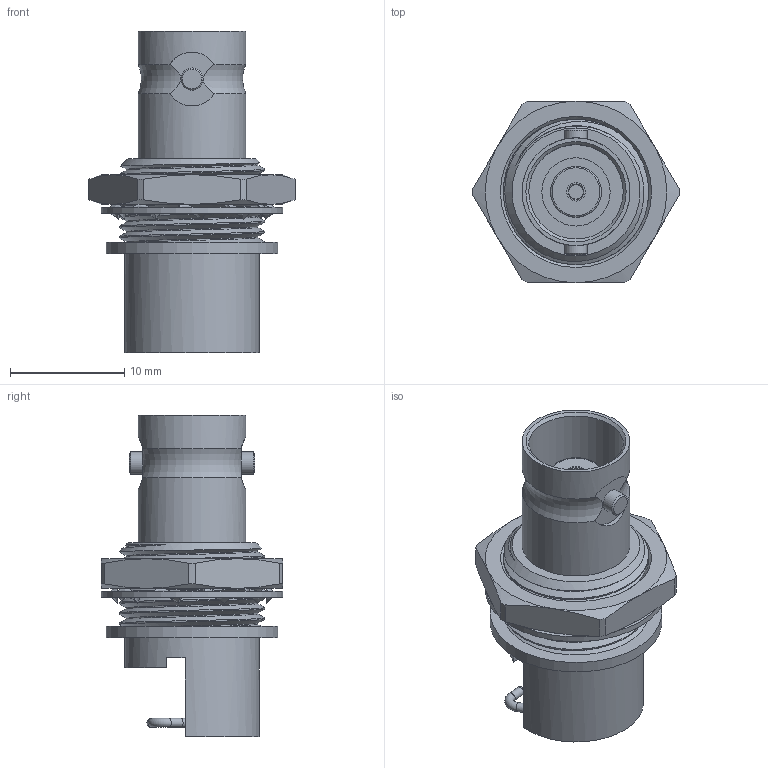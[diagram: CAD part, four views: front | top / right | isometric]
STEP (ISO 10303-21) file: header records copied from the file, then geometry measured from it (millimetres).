
FILE_DESCRIPTION (( 'STEP AP203' ), '1' );
FILE_NAME ('PE44618.step', '2020-04-03T14:28:41', ( '' ), ( '' ), 'SwSTEP 2.0', 'SolidWorks 2018', '' );
FILE_SCHEMA (( 'CONFIG_CONTROL_DESIGN' ));
Length unit declared in the file: inch
Products named in the file (1): PE44618
Bounding box: 18.03 x 15.88 x 28.07 mm (x, y, z)
Volume: 1952.2 mm3; surface area: 2731.4 mm2
Topology: 4 solids, 4 shells, 171 faces, 497 edges, 345 vertices
Faces by surface type: plane 50, bspline 49, cylinder 41, cone 21, torus 10
Full cylindrical faces by diameter (mm): 0.787 x4, 1.27 x2, 1.626 x1, 1.943 x2, 4.445 x1, 8.23 x1, 8.255 x1, 9.42 x2, 11.775 x1, 15.009 x1, 15.875 x1
Entity records: 9861 total; most frequent: CARTESIAN_POINT 5794, ORIENTED_EDGE 906, DIRECTION 664, EDGE_CURVE 453, VERTEX_POINT 334, AXIS2_PLACEMENT_3D 259, EDGE_LOOP 219, FACE_OUTER_BOUND 196
